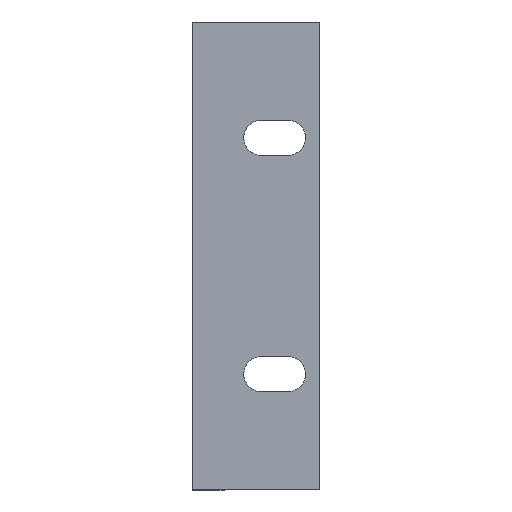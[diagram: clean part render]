
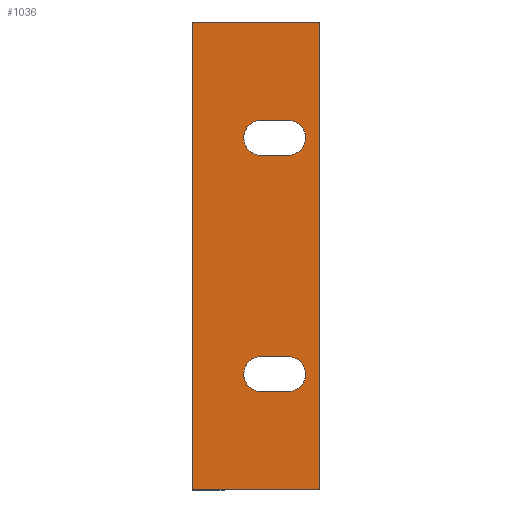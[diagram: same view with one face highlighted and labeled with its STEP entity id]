
A CAD part, top view. The second image highlights one B-rep face of the part: STEP entity #1036.
In plain terms, the highlighted planar face has unit normal (0, 0, 1).
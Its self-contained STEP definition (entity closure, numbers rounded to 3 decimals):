
#12 = DIRECTION ( 'NONE',  ( 1., 0., 0. ) ) ;
#22 = VERTEX_POINT ( 'NONE', #314 ) ;
#26 = DIRECTION ( 'NONE',  ( -1., 0., 0. ) ) ;
#30 = VECTOR ( 'NONE', #866, 1000. ) ;
#66 = AXIS2_PLACEMENT_3D ( 'NONE', #1165, #644, #459 ) ;
#81 = ORIENTED_EDGE ( 'NONE', *, *, #925, .F. ) ;
#83 = EDGE_LOOP ( 'NONE', ( #611, #647, #81, #887, #241 ) ) ;
#92 = VERTEX_POINT ( 'NONE', #1050 ) ;
#105 = CARTESIAN_POINT ( 'NONE',  ( -2., -25.525, 4. ) ) ;
#127 = CARTESIAN_POINT ( 'NONE',  ( 3., 18.925, 4. ) ) ;
#128 = EDGE_CURVE ( 'NONE', #746, #92, #944, .T. ) ;
#158 = CARTESIAN_POINT ( 'NONE',  ( -9., -44., 4. ) ) ;
#170 = DIRECTION ( 'NONE',  ( -1., 0., 0. ) ) ;
#172 = AXIS2_PLACEMENT_3D ( 'NONE', #893, #789, #472 ) ;
#182 = VERTEX_POINT ( 'NONE', #760 ) ;
#204 = DIRECTION ( 'NONE',  ( 1., 0., 0. ) ) ;
#215 = CIRCLE ( 'NONE', #664, 3.3 ) ;
#224 = CARTESIAN_POINT ( 'NONE',  ( -9., 44., 4. ) ) ;
#227 = DIRECTION ( 'NONE',  ( 1., 0., 0. ) ) ;
#236 = DIRECTION ( 'NONE',  ( 0., 0., 1. ) ) ;
#239 = CARTESIAN_POINT ( 'NONE',  ( -2., 18.925, 4. ) ) ;
#241 = ORIENTED_EDGE ( 'NONE', *, *, #873, .F. ) ;
#253 = EDGE_LOOP ( 'NONE', ( #1213, #529, #1173, #509 ) ) ;
#255 = VERTEX_POINT ( 'NONE', #127 ) ;
#297 = DIRECTION ( 'NONE',  ( 0., 1., 0. ) ) ;
#303 = CARTESIAN_POINT ( 'NONE',  ( -2., -25.525, 4. ) ) ;
#304 = CIRCLE ( 'NONE', #172, 3.3 ) ;
#307 = EDGE_CURVE ( 'NONE', #569, #810, #304, .T. ) ;
#310 = LINE ( 'NONE', #303, #1105 ) ;
#314 = CARTESIAN_POINT ( 'NONE',  ( 3., -25.525, 4. ) ) ;
#353 = EDGE_CURVE ( 'NONE', #1313, #569, #1314, .T. ) ;
#356 = FACE_BOUND ( 'NONE', #83, .T. ) ;
#360 = VERTEX_POINT ( 'NONE', #979 ) ;
#372 = DIRECTION ( 'NONE',  ( 1., 0., 0. ) ) ;
#405 = VECTOR ( 'NONE', #999, 1000. ) ;
#459 = DIRECTION ( 'NONE',  ( 1., 0., 0. ) ) ;
#460 = EDGE_CURVE ( 'NONE', #698, #1313, #575, .T. ) ;
#472 = DIRECTION ( 'NONE',  ( 1., 0., 0. ) ) ;
#487 = DIRECTION ( 'NONE',  ( 0., 0., 1. ) ) ;
#494 = EDGE_CURVE ( 'NONE', #255, #524, #1246, .T. ) ;
#509 = ORIENTED_EDGE ( 'NONE', *, *, #618, .T. ) ;
#510 = VECTOR ( 'NONE', #896, 1000. ) ;
#516 = VECTOR ( 'NONE', #297, 1000. ) ;
#523 = DIRECTION ( 'NONE',  ( 1., 0., 0. ) ) ;
#524 = VERTEX_POINT ( 'NONE', #837 ) ;
#529 = ORIENTED_EDGE ( 'NONE', *, *, #128, .T. ) ;
#530 = CARTESIAN_POINT ( 'NONE',  ( -15., -44., 4. ) ) ;
#531 = CARTESIAN_POINT ( 'NONE',  ( -15., 44., 4. ) ) ;
#532 = EDGE_CURVE ( 'NONE', #360, #746, #1260, .T. ) ;
#547 = ORIENTED_EDGE ( 'NONE', *, *, #460, .F. ) ;
#558 = DIRECTION ( 'NONE',  ( 0., 0., 1. ) ) ;
#559 = VERTEX_POINT ( 'NONE', #530 ) ;
#569 = VERTEX_POINT ( 'NONE', #570 ) ;
#570 = CARTESIAN_POINT ( 'NONE',  ( -2., -18.925, 4. ) ) ;
#575 = CIRCLE ( 'NONE', #876, 3.3 ) ;
#578 = FACE_OUTER_BOUND ( 'NONE', #253, .T. ) ;
#597 = VECTOR ( 'NONE', #26, 1000. ) ;
#611 = ORIENTED_EDGE ( 'NONE', *, *, #1294, .F. ) ;
#612 = CARTESIAN_POINT ( 'NONE',  ( 3., -22.225, 4. ) ) ;
#617 = ORIENTED_EDGE ( 'NONE', *, *, #307, .F. ) ;
#618 = EDGE_CURVE ( 'NONE', #559, #360, #1092, .T. ) ;
#628 = CARTESIAN_POINT ( 'NONE',  ( 9., 44., 4. ) ) ;
#644 = DIRECTION ( 'NONE',  ( 0., 0., 1. ) ) ;
#647 = ORIENTED_EDGE ( 'NONE', *, *, #674, .F. ) ;
#648 = AXIS2_PLACEMENT_3D ( 'NONE', #1156, #1248, #204 ) ;
#664 = AXIS2_PLACEMENT_3D ( 'NONE', #1269, #236, #227 ) ;
#674 = EDGE_CURVE ( 'NONE', #791, #984, #678, .T. ) ;
#675 = ORIENTED_EDGE ( 'NONE', *, *, #747, .F. ) ;
#678 = LINE ( 'NONE', #1098, #510 ) ;
#685 = AXIS2_PLACEMENT_3D ( 'NONE', #1315, #487, #372 ) ;
#698 = VERTEX_POINT ( 'NONE', #1212 ) ;
#728 = EDGE_LOOP ( 'NONE', ( #617, #850, #547, #773, #675 ) ) ;
#746 = VERTEX_POINT ( 'NONE', #1044 ) ;
#747 = EDGE_CURVE ( 'NONE', #810, #22, #310, .T. ) ;
#760 = CARTESIAN_POINT ( 'NONE',  ( -2., 18.925, 4. ) ) ;
#772 = CIRCLE ( 'NONE', #843, 3.3 ) ;
#773 = ORIENTED_EDGE ( 'NONE', *, *, #945, .F. ) ;
#789 = DIRECTION ( 'NONE',  ( 0., 0., 1. ) ) ;
#791 = VERTEX_POINT ( 'NONE', #1152 ) ;
#796 = CARTESIAN_POINT ( 'NONE',  ( -2., -18.925, 4. ) ) ;
#810 = VERTEX_POINT ( 'NONE', #105 ) ;
#837 = CARTESIAN_POINT ( 'NONE',  ( 6.3, 22.225, 4. ) ) ;
#843 = AXIS2_PLACEMENT_3D ( 'NONE', #1288, #558, #976 ) ;
#850 = ORIENTED_EDGE ( 'NONE', *, *, #353, .F. ) ;
#862 = LINE ( 'NONE', #531, #30 ) ;
#864 = DIRECTION ( 'NONE',  ( 1., 0., 0. ) ) ;
#866 = DIRECTION ( 'NONE',  ( 0., 1., 0. ) ) ;
#868 = LINE ( 'NONE', #239, #1132 ) ;
#873 = EDGE_CURVE ( 'NONE', #182, #255, #868, .T. ) ;
#876 = AXIS2_PLACEMENT_3D ( 'NONE', #612, #920, #12 ) ;
#887 = ORIENTED_EDGE ( 'NONE', *, *, #494, .F. ) ;
#893 = CARTESIAN_POINT ( 'NONE',  ( -2., -22.225, 4. ) ) ;
#896 = DIRECTION ( 'NONE',  ( -1., 0., 0. ) ) ;
#920 = DIRECTION ( 'NONE',  ( 0., 0., 1. ) ) ;
#925 = EDGE_CURVE ( 'NONE', #524, #791, #772, .T. ) ;
#944 = LINE ( 'NONE', #224, #597 ) ;
#945 = EDGE_CURVE ( 'NONE', #22, #698, #1037, .T. ) ;
#953 = CARTESIAN_POINT ( 'NONE',  ( -2., 25.525, 4. ) ) ;
#976 = DIRECTION ( 'NONE',  ( 1., 0., 0. ) ) ;
#979 = CARTESIAN_POINT ( 'NONE',  ( 9., -44., 4. ) ) ;
#984 = VERTEX_POINT ( 'NONE', #953 ) ;
#999 = DIRECTION ( 'NONE',  ( 1., 0., 0. ) ) ;
#1013 = FACE_BOUND ( 'NONE', #728, .T. ) ;
#1036 = ADVANCED_FACE ( 'NONE', ( #1013, #356, #578 ), #1323, .T. ) ;
#1037 = CIRCLE ( 'NONE', #66, 3.3 ) ;
#1044 = CARTESIAN_POINT ( 'NONE',  ( 9., 44., 4. ) ) ;
#1050 = CARTESIAN_POINT ( 'NONE',  ( -15., 44., 4. ) ) ;
#1092 = LINE ( 'NONE', #158, #405 ) ;
#1098 = CARTESIAN_POINT ( 'NONE',  ( -2., 25.525, 4. ) ) ;
#1105 = VECTOR ( 'NONE', #523, 1000. ) ;
#1132 = VECTOR ( 'NONE', #864, 1000. ) ;
#1152 = CARTESIAN_POINT ( 'NONE',  ( 3., 25.525, 4. ) ) ;
#1156 = CARTESIAN_POINT ( 'NONE',  ( 3., 22.225, 4. ) ) ;
#1165 = CARTESIAN_POINT ( 'NONE',  ( 3., -22.225, 4. ) ) ;
#1173 = ORIENTED_EDGE ( 'NONE', *, *, #1278, .F. ) ;
#1181 = CARTESIAN_POINT ( 'NONE',  ( 3., -18.925, 4. ) ) ;
#1197 = VECTOR ( 'NONE', #170, 1000. ) ;
#1212 = CARTESIAN_POINT ( 'NONE',  ( 6.3, -22.225, 4. ) ) ;
#1213 = ORIENTED_EDGE ( 'NONE', *, *, #532, .T. ) ;
#1246 = CIRCLE ( 'NONE', #648, 3.3 ) ;
#1248 = DIRECTION ( 'NONE',  ( 0., 0., 1. ) ) ;
#1260 = LINE ( 'NONE', #628, #516 ) ;
#1269 = CARTESIAN_POINT ( 'NONE',  ( -2., 22.225, 4. ) ) ;
#1278 = EDGE_CURVE ( 'NONE', #559, #92, #862, .T. ) ;
#1288 = CARTESIAN_POINT ( 'NONE',  ( 3., 22.225, 4. ) ) ;
#1294 = EDGE_CURVE ( 'NONE', #984, #182, #215, .T. ) ;
#1313 = VERTEX_POINT ( 'NONE', #1181 ) ;
#1314 = LINE ( 'NONE', #796, #1197 ) ;
#1315 = CARTESIAN_POINT ( 'NONE',  ( 0., 0., 4. ) ) ;
#1323 = PLANE ( 'NONE',  #685 ) ;
